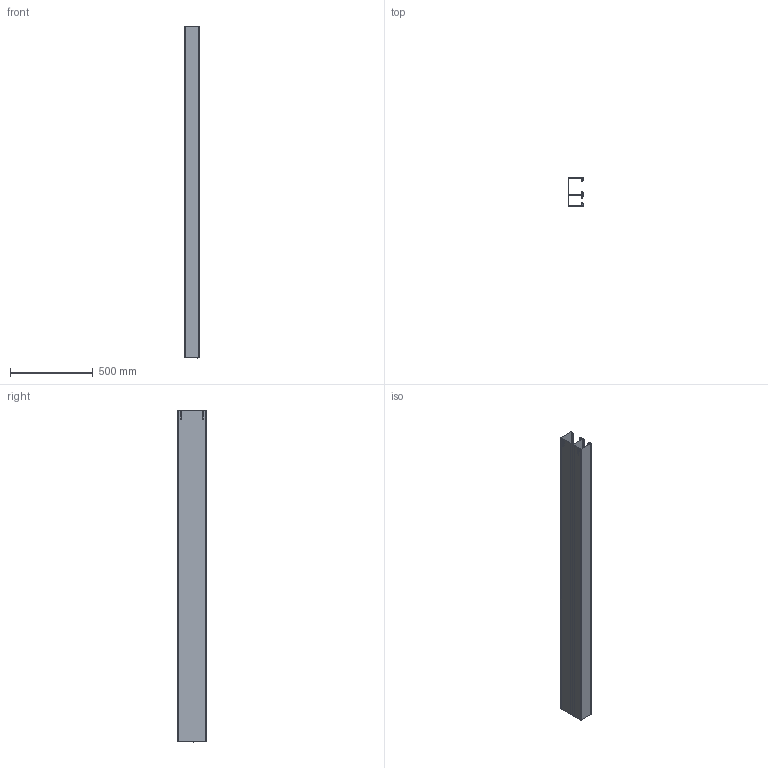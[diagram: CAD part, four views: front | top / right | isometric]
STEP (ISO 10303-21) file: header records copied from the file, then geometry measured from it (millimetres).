
FILE_DESCRIPTION((''),'2;1');
FILE_NAME('6278300_ASM','2013-10-09T',('AndreasKeweloh'),(''),'PRO/ENGINEER BY PARAMETRIC TECHNOLOGY CORPORATION, 2012360','PRO/ENGINEER BY PARAMETRIC TECHNOLOGY CORPORATION, 2012360','');
FILE_SCHEMA(('CONFIG_CONTROL_DESIGN'));
Length unit declared in the file: millimetre
Products named in the file (3): 017559T1_L_500; 014939_T_90__L_500; 6278300_ASM
Assembly tree (2 placements, depth 2):
  6278300_ASM
    017559T1_L_500
    014939_T_90__L_500
Bounding box: 90 x 170 x 2000 mm (x, y, z)
Volume: 1496601.2 mm3; surface area: 2509685.2 mm2
Topology: 2 solids, 2 shells, 318 faces, 820 edges, 532 vertices
Faces by surface type: plane 174, bspline 70, cylinder 64, cone 10
Entity records: 13846 total; most frequent: CARTESIAN_POINT 6441, ORIENTED_EDGE 1640, DIRECTION 1289, EDGE_CURVE 820, VERTEX_POINT 532, VECTOR 511, LINE 511, AXIS2_PLACEMENT_3D 389
